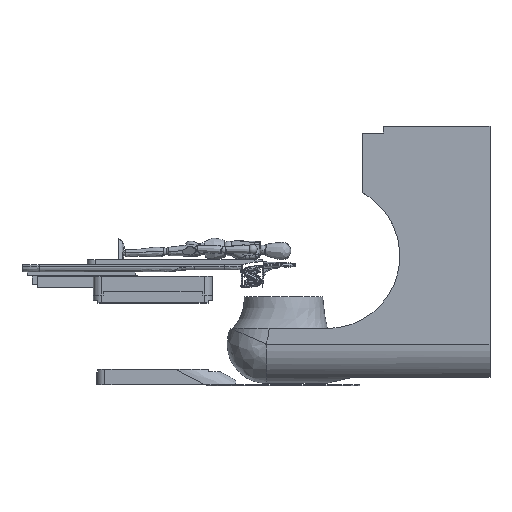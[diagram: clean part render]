
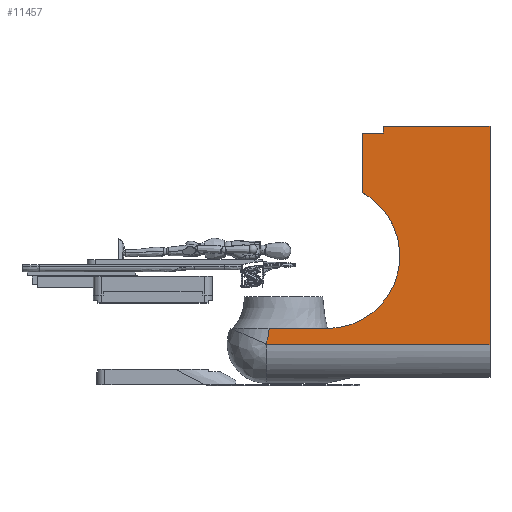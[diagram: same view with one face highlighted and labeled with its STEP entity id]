
A CAD part, top view. The second image highlights one B-rep face of the part: STEP entity #11457.
In plain terms, the highlighted face is planar.
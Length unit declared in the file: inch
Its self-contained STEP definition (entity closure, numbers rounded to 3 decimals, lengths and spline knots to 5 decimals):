
#1243=CIRCLE('',#12819,0.25037);
#1245=CIRCLE('',#12823,14.96063);
#1247=CIRCLE('',#12828,27.9726);
#2268=FACE_OUTER_BOUND('',#2955,.T.);
#2955=EDGE_LOOP('',(#8171,#8172,#8173,#8174,#8175,#8176,#8177,#8178,#8179,
#8180));
#3822=LINE('',#18781,#4486);
#3824=LINE('',#18809,#4488);
#3830=LINE('',#18835,#4494);
#3831=LINE('',#18837,#4495);
#3832=LINE('',#18839,#4496);
#3833=LINE('',#18841,#4497);
#3834=LINE('',#18843,#4498);
#4486=VECTOR('',#14511,0.3937);
#4488=VECTOR('',#14525,0.3937);
#4494=VECTOR('',#14543,0.3937);
#4495=VECTOR('',#14544,0.3937);
#4496=VECTOR('',#14545,0.3937);
#4497=VECTOR('',#14546,0.3937);
#4498=VECTOR('',#14547,0.3937);
#5152=VERTEX_POINT('',#18778);
#5153=VERTEX_POINT('',#18780);
#5154=VERTEX_POINT('',#18798);
#5156=VERTEX_POINT('',#18802);
#5158=VERTEX_POINT('',#18807);
#5163=VERTEX_POINT('',#18834);
#5164=VERTEX_POINT('',#18836);
#5165=VERTEX_POINT('',#18838);
#5166=VERTEX_POINT('',#18840);
#5167=VERTEX_POINT('',#18842);
#6310=EDGE_CURVE('',#5153,#5152,#3822,.T.);
#6315=EDGE_CURVE('',#5156,#5154,#1243,.T.);
#6317=EDGE_CURVE('',#5158,#5156,#3824,.T.);
#6321=EDGE_CURVE('',#5154,#5152,#1245,.T.);
#6326=EDGE_CURVE('',#5158,#5163,#3830,.T.);
#6327=EDGE_CURVE('',#5163,#5164,#3831,.T.);
#6328=EDGE_CURVE('',#5164,#5165,#3832,.T.);
#6329=EDGE_CURVE('',#5165,#5166,#3833,.T.);
#6330=EDGE_CURVE('',#5166,#5167,#3834,.T.);
#6331=EDGE_CURVE('',#5167,#5153,#1247,.T.);
#8171=ORIENTED_EDGE('',*,*,#6321,.F.);
#8172=ORIENTED_EDGE('',*,*,#6315,.F.);
#8173=ORIENTED_EDGE('',*,*,#6317,.F.);
#8174=ORIENTED_EDGE('',*,*,#6326,.T.);
#8175=ORIENTED_EDGE('',*,*,#6327,.T.);
#8176=ORIENTED_EDGE('',*,*,#6328,.T.);
#8177=ORIENTED_EDGE('',*,*,#6329,.T.);
#8178=ORIENTED_EDGE('',*,*,#6330,.T.);
#8179=ORIENTED_EDGE('',*,*,#6331,.T.);
#8180=ORIENTED_EDGE('',*,*,#6310,.T.);
#11180=PLANE('',#12827);
#11457=ADVANCED_FACE('',(#2268),#11180,.F.);
#12819=AXIS2_PLACEMENT_3D('',#18804,#14519,#14520);
#12823=AXIS2_PLACEMENT_3D('',#18824,#14530,#14531);
#12827=AXIS2_PLACEMENT_3D('',#18833,#14541,#14542);
#12828=AXIS2_PLACEMENT_3D('',#18844,#14548,#14549);
#14511=DIRECTION('',(-1.,0.,0.));
#14519=DIRECTION('center_axis',(0.,0.,1.));
#14520=DIRECTION('ref_axis',(-0.834,0.551,0.));
#14525=DIRECTION('',(-1.,0.,0.));
#14530=DIRECTION('center_axis',(0.,0.,-1.));
#14531=DIRECTION('ref_axis',(-0.92,-0.392,0.));
#14541=DIRECTION('center_axis',(0.,0.,1.));
#14542=DIRECTION('ref_axis',(1.,0.,0.));
#14543=DIRECTION('',(0.,-1.,0.));
#14544=DIRECTION('',(-1.,0.,0.));
#14545=DIRECTION('',(0.,1.,0.));
#14546=DIRECTION('',(-1.,0.,0.));
#14547=DIRECTION('',(0.,1.,0.));
#14548=DIRECTION('center_axis',(0.,0.,1.));
#14549=DIRECTION('ref_axis',(0.481,-0.877,0.));
#18778=CARTESIAN_POINT('',(-46.39998,30.25972,-17.32283));
#18780=CARTESIAN_POINT('',(-23.92459,30.25972,-17.32283));
#18781=CARTESIAN_POINT('',(-23.92459,30.25972,-17.32283));
#18798=CARTESIAN_POINT('',(-47.5979,36.12556,-17.32283));
#18802=CARTESIAN_POINT('',(-47.36758,36.47409,-17.32283));
#18804=CARTESIAN_POINT('Origin',(-47.36758,36.22372,-17.32283));
#18807=CARTESIAN_POINT('',(38.82232,36.47409,-17.32283));
#18809=CARTESIAN_POINT('',(-11.23042,36.47409,-17.32283));
#18824=CARTESIAN_POINT('Origin',(-61.36061,30.25972,-17.32283));
#18833=CARTESIAN_POINT('Origin',(1.90485,9.79717,-17.32283));
#18834=CARTESIAN_POINT('',(38.82232,-47.78953,-17.32283));
#18835=CARTESIAN_POINT('',(38.82232,49.05725,-17.32283));
#18836=CARTESIAN_POINT('',(-2.29843,-47.78953,-17.32283));
#18837=CARTESIAN_POINT('',(38.82232,-47.78953,-17.32283));
#18838=CARTESIAN_POINT('',(-2.29843,-45.13557,-17.32283));
#18839=CARTESIAN_POINT('',(-2.29843,-47.78953,-17.32283));
#18840=CARTESIAN_POINT('',(-10.46061,-45.13557,-17.32283));
#18841=CARTESIAN_POINT('',(-2.29843,-45.13557,-17.32283));
#18842=CARTESIAN_POINT('',(-10.46061,-22.23201,-17.32283));
#18843=CARTESIAN_POINT('',(-10.46061,-45.13557,-17.32283));
#18844=CARTESIAN_POINT('Origin',(-23.92459,2.28712,-17.32283));
